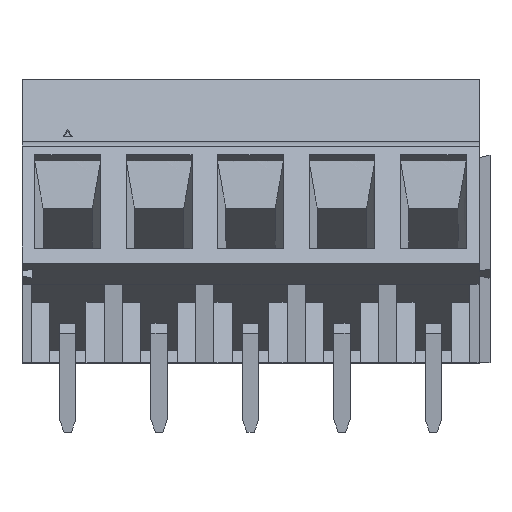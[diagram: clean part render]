
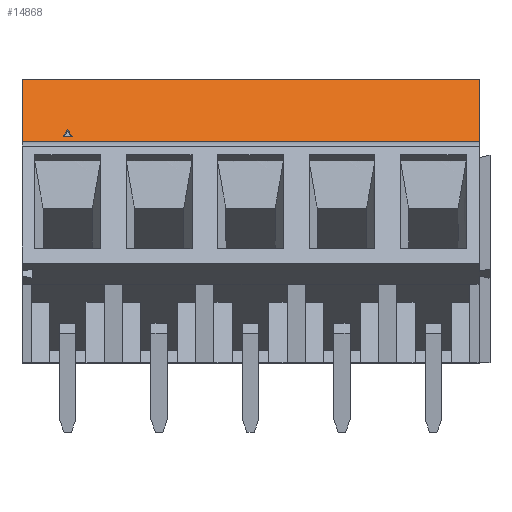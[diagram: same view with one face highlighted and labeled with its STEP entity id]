
A CAD part, top view. The second image highlights one B-rep face of the part: STEP entity #14868.
In plain terms, the highlighted planar face has unit normal (0, 0.73, 0.684).
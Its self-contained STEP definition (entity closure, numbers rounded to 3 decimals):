
#1185 = LINE ( 'NONE', #9024, #21053 ) ;
#2159 = LINE ( 'NONE', #25258, #18529 ) ;
#2401 = VERTEX_POINT ( 'NONE', #30742 ) ;
#2837 = CARTESIAN_POINT ( 'NONE',  ( 25., 11.927, 7.909 ) ) ;
#3118 = EDGE_CURVE ( 'NONE', #17560, #10970, #2159, .T. ) ;
#3163 = EDGE_CURVE ( 'NONE', #2401, #27278, #19688, .T. ) ;
#4113 = DIRECTION ( 'NONE',  ( -1., 0., 0. ) ) ;
#4903 = DIRECTION ( 'NONE',  ( -1., 0., 0. ) ) ;
#5571 = FACE_BOUND ( 'NONE', #12867, .T. ) ;
#6295 = CARTESIAN_POINT ( 'NONE',  ( 0., 15.5, 4.096 ) ) ;
#6415 = DIRECTION ( 'NONE',  ( 0., 0.684, -0.73 ) ) ;
#6638 = DIRECTION ( 'NONE',  ( -0.447, 0.612, -0.653 ) ) ;
#6644 = CARTESIAN_POINT ( 'NONE',  ( 25., 15.5, 4.096 ) ) ;
#6803 = DIRECTION ( 'NONE',  ( 0., 0.684, -0.73 ) ) ;
#7571 = VERTEX_POINT ( 'NONE', #26185 ) ;
#9024 = CARTESIAN_POINT ( 'NONE',  ( 2.75, 12.405, 7.398 ) ) ;
#9445 = VECTOR ( 'NONE', #30652, 1000. ) ;
#9514 = VERTEX_POINT ( 'NONE', #17482 ) ;
#10408 = VECTOR ( 'NONE', #6803, 1000. ) ;
#10970 = VERTEX_POINT ( 'NONE', #18879 ) ;
#11875 = ORIENTED_EDGE ( 'NONE', *, *, #3163, .F. ) ;
#12486 = CARTESIAN_POINT ( 'NONE',  ( 25., 15.5, 4.096 ) ) ;
#12570 = DIRECTION ( 'NONE',  ( -0.447, -0.612, 0.653 ) ) ;
#12867 = EDGE_LOOP ( 'NONE', ( #26043, #16003, #28891 ) ) ;
#12889 = LINE ( 'NONE', #23545, #9445 ) ;
#14847 = PLANE ( 'NONE',  #24673 ) ;
#14868 = ADVANCED_FACE ( 'NONE', ( #5571, #26264 ), #14847, .T. ) ;
#15269 = LINE ( 'NONE', #2837, #23568 ) ;
#15457 = ORIENTED_EDGE ( 'NONE', *, *, #32461, .T. ) ;
#16003 = ORIENTED_EDGE ( 'NONE', *, *, #3118, .F. ) ;
#16528 = EDGE_CURVE ( 'NONE', #9514, #2401, #15269, .T. ) ;
#17264 = CARTESIAN_POINT ( 'NONE',  ( 2.75, 12.405, 7.398 ) ) ;
#17482 = CARTESIAN_POINT ( 'NONE',  ( 25., 11.927, 7.909 ) ) ;
#17560 = VERTEX_POINT ( 'NONE', #27583 ) ;
#18233 = EDGE_LOOP ( 'NONE', ( #11875, #26191, #15457, #20426 ) ) ;
#18529 = VECTOR ( 'NONE', #12570, 1000. ) ;
#18879 = CARTESIAN_POINT ( 'NONE',  ( 2.25, 12.405, 7.398 ) ) ;
#19688 = LINE ( 'NONE', #27475, #10408 ) ;
#20426 = ORIENTED_EDGE ( 'NONE', *, *, #28875, .T. ) ;
#21053 = VECTOR ( 'NONE', #6638, 1000. ) ;
#21248 = EDGE_CURVE ( 'NONE', #26484, #17560, #1185, .T. ) ;
#21696 = CARTESIAN_POINT ( 'NONE',  ( 25., 15.5, 4.096 ) ) ;
#22116 = LINE ( 'NONE', #6644, #28930 ) ;
#22484 = DIRECTION ( 'NONE',  ( 0., -0.684, 0.73 ) ) ;
#23545 = CARTESIAN_POINT ( 'NONE',  ( 2.25, 12.405, 7.398 ) ) ;
#23568 = VECTOR ( 'NONE', #4903, 1000. ) ;
#24207 = LINE ( 'NONE', #21696, #28591 ) ;
#24673 = AXIS2_PLACEMENT_3D ( 'NONE', #12486, #33124, #22484 ) ;
#25258 = CARTESIAN_POINT ( 'NONE',  ( 2.5, 12.747, 7.033 ) ) ;
#25990 = EDGE_CURVE ( 'NONE', #10970, #26484, #12889, .T. ) ;
#26043 = ORIENTED_EDGE ( 'NONE', *, *, #25990, .F. ) ;
#26185 = CARTESIAN_POINT ( 'NONE',  ( 25., 15.5, 4.096 ) ) ;
#26191 = ORIENTED_EDGE ( 'NONE', *, *, #16528, .F. ) ;
#26264 = FACE_OUTER_BOUND ( 'NONE', #18233, .T. ) ;
#26484 = VERTEX_POINT ( 'NONE', #17264 ) ;
#27278 = VERTEX_POINT ( 'NONE', #6295 ) ;
#27475 = CARTESIAN_POINT ( 'NONE',  ( 0., 15.5, 4.096 ) ) ;
#27583 = CARTESIAN_POINT ( 'NONE',  ( 2.5, 12.747, 7.033 ) ) ;
#28591 = VECTOR ( 'NONE', #6415, 1000. ) ;
#28875 = EDGE_CURVE ( 'NONE', #7571, #27278, #22116, .T. ) ;
#28891 = ORIENTED_EDGE ( 'NONE', *, *, #21248, .F. ) ;
#28930 = VECTOR ( 'NONE', #4113, 1000. ) ;
#30652 = DIRECTION ( 'NONE',  ( 1., 0., 0. ) ) ;
#30742 = CARTESIAN_POINT ( 'NONE',  ( 0., 11.927, 7.909 ) ) ;
#32461 = EDGE_CURVE ( 'NONE', #9514, #7571, #24207, .T. ) ;
#33124 = DIRECTION ( 'NONE',  ( 0., 0.73, 0.684 ) ) ;
